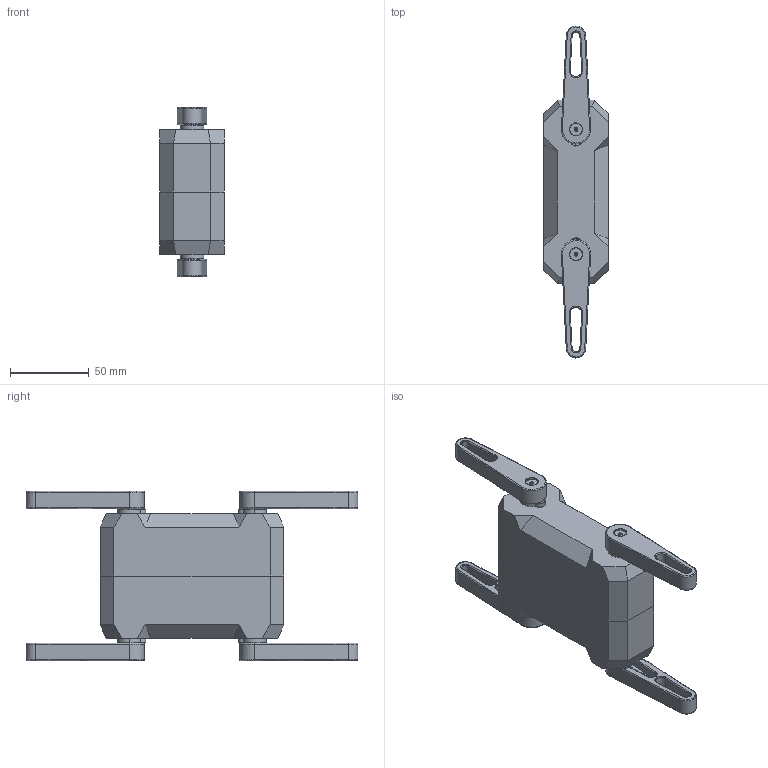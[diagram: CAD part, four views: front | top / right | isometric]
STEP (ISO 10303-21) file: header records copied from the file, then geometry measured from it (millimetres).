
FILE_DESCRIPTION(('FreeCAD Model'),'2;1');
FILE_NAME('Open CASCADE Shape Model','2025-04-25T20:09:05',('FreeCAD'),( 'FreeCAD'),'Open CASCADE STEP processor 7.6','FreeCAD','Unknown');
FILE_SCHEMA(('AUTOMOTIVE_DESIGN { 1 0 10303 214 1 1 1 1 }'));
Products named in the file (1): Open CASCADE STEP translator 7.6 1
Bounding box: 40.76 x 209.97 x 107.08 mm (x, y, z)
Volume: 147420.9 mm3; surface area: 103476.8 mm2
Topology: 66 solids, 66 shells, 3658 faces, 9834 edges, 6432 vertices
Faces by surface type: bspline 3658
Entity records: 115824 total; most frequent: CARTESIAN_POINT 58889, ORIENTED_EDGE 19644, EDGE_CURVE 9822, B_SPLINE_CURVE_WITH_KNOTS 7150, VERTEX_POINT 6432, FACE_BOUND 3890, EDGE_LOOP 3890, ADVANCED_FACE 3658
